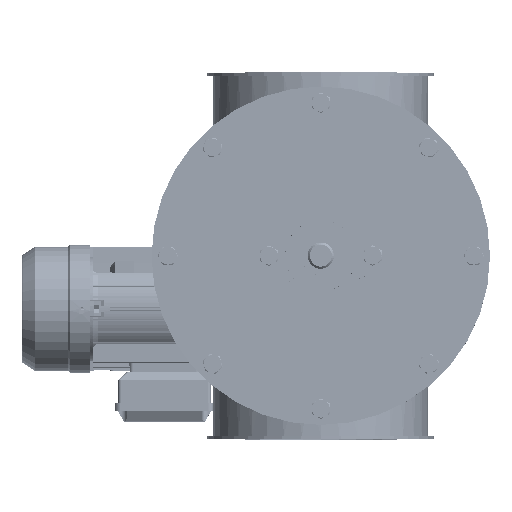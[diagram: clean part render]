
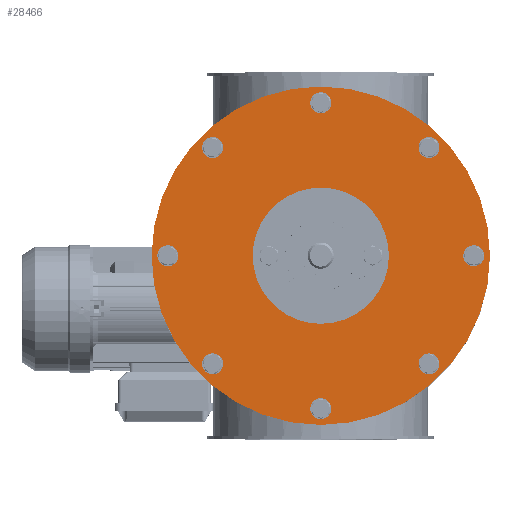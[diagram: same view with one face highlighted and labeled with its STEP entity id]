
A CAD part, top view. The second image highlights one B-rep face of the part: STEP entity #28466.
In plain terms, the highlighted face is planar.
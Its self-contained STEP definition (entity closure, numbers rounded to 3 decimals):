
#6508=PLANE('',#30620);
#7543=FACE_BOUND('',#9908,.T.);
#7544=FACE_BOUND('',#9909,.T.);
#7545=FACE_BOUND('',#9910,.T.);
#7546=FACE_BOUND('',#9911,.T.);
#7547=FACE_BOUND('',#9912,.T.);
#7548=FACE_BOUND('',#9913,.T.);
#7549=FACE_BOUND('',#9914,.T.);
#7550=FACE_BOUND('',#9915,.T.);
#7551=FACE_BOUND('',#9916,.T.);
#7552=FACE_BOUND('',#9917,.T.);
#7553=FACE_BOUND('',#9918,.T.);
#8184=FACE_OUTER_BOUND('',#9907,.T.);
#9907=EDGE_LOOP('',(#20119));
#9908=EDGE_LOOP('',(#20120));
#9909=EDGE_LOOP('',(#20121));
#9910=EDGE_LOOP('',(#20122));
#9911=EDGE_LOOP('',(#20123));
#9912=EDGE_LOOP('',(#20124));
#9913=EDGE_LOOP('',(#20125));
#9914=EDGE_LOOP('',(#20126));
#9915=EDGE_LOOP('',(#20127));
#9916=EDGE_LOOP('',(#20128));
#9917=EDGE_LOOP('',(#20129));
#9918=EDGE_LOOP('',(#20130));
#12157=CIRCLE('',#30585,5.75);
#12159=CIRCLE('',#30588,5.75);
#12161=CIRCLE('',#30591,5.75);
#12163=CIRCLE('',#30594,5.75);
#12165=CIRCLE('',#30597,5.75);
#12167=CIRCLE('',#30600,5.75);
#12169=CIRCLE('',#30603,5.75);
#12171=CIRCLE('',#30606,5.75);
#12173=CIRCLE('',#30609,161.5);
#12174=CIRCLE('',#30611,5.1);
#12176=CIRCLE('',#30614,5.1);
#12178=CIRCLE('',#30617,13.);
#13355=VERTEX_POINT('',#42814);
#13357=VERTEX_POINT('',#42819);
#13359=VERTEX_POINT('',#42824);
#13361=VERTEX_POINT('',#42829);
#13363=VERTEX_POINT('',#42834);
#13365=VERTEX_POINT('',#42839);
#13367=VERTEX_POINT('',#42844);
#13369=VERTEX_POINT('',#42849);
#13371=VERTEX_POINT('',#42854);
#13372=VERTEX_POINT('',#42857);
#13374=VERTEX_POINT('',#42862);
#13376=VERTEX_POINT('',#42867);
#16086=EDGE_CURVE('',#13355,#13355,#12157,.T.);
#16088=EDGE_CURVE('',#13357,#13357,#12159,.T.);
#16090=EDGE_CURVE('',#13359,#13359,#12161,.T.);
#16092=EDGE_CURVE('',#13361,#13361,#12163,.T.);
#16094=EDGE_CURVE('',#13363,#13363,#12165,.T.);
#16096=EDGE_CURVE('',#13365,#13365,#12167,.T.);
#16098=EDGE_CURVE('',#13367,#13367,#12169,.T.);
#16100=EDGE_CURVE('',#13369,#13369,#12171,.T.);
#16102=EDGE_CURVE('',#13371,#13371,#12173,.T.);
#16103=EDGE_CURVE('',#13372,#13372,#12174,.T.);
#16105=EDGE_CURVE('',#13374,#13374,#12176,.T.);
#16107=EDGE_CURVE('',#13376,#13376,#12178,.T.);
#20119=ORIENTED_EDGE('',*,*,#16102,.F.);
#20120=ORIENTED_EDGE('',*,*,#16086,.T.);
#20121=ORIENTED_EDGE('',*,*,#16088,.T.);
#20122=ORIENTED_EDGE('',*,*,#16090,.T.);
#20123=ORIENTED_EDGE('',*,*,#16092,.T.);
#20124=ORIENTED_EDGE('',*,*,#16094,.T.);
#20125=ORIENTED_EDGE('',*,*,#16096,.T.);
#20126=ORIENTED_EDGE('',*,*,#16098,.T.);
#20127=ORIENTED_EDGE('',*,*,#16100,.T.);
#20128=ORIENTED_EDGE('',*,*,#16103,.T.);
#20129=ORIENTED_EDGE('',*,*,#16105,.T.);
#20130=ORIENTED_EDGE('',*,*,#16107,.T.);
#28466=ADVANCED_FACE('',(#8184,#7543,#7544,#7545,#7546,#7547,#7548,#7549,
#7550,#7551,#7552,#7553),#6508,.T.);
#30585=AXIS2_PLACEMENT_3D('',#42815,#33845,#33846);
#30588=AXIS2_PLACEMENT_3D('',#42820,#33851,#33852);
#30591=AXIS2_PLACEMENT_3D('',#42825,#33857,#33858);
#30594=AXIS2_PLACEMENT_3D('',#42830,#33863,#33864);
#30597=AXIS2_PLACEMENT_3D('',#42835,#33869,#33870);
#30600=AXIS2_PLACEMENT_3D('',#42840,#33875,#33876);
#30603=AXIS2_PLACEMENT_3D('',#42845,#33881,#33882);
#30606=AXIS2_PLACEMENT_3D('',#42850,#33887,#33888);
#30609=AXIS2_PLACEMENT_3D('',#42855,#33893,#33894);
#30611=AXIS2_PLACEMENT_3D('',#42858,#33897,#33898);
#30614=AXIS2_PLACEMENT_3D('',#42863,#33903,#33904);
#30617=AXIS2_PLACEMENT_3D('',#42868,#33909,#33910);
#30620=AXIS2_PLACEMENT_3D('',#42872,#33915,#33916);
#33845=DIRECTION('center_axis',(0.,1.,0.));
#33846=DIRECTION('ref_axis',(-0.707,0.,-0.707));
#33851=DIRECTION('center_axis',(0.,1.,0.));
#33852=DIRECTION('ref_axis',(0.,0.,-1.));
#33857=DIRECTION('center_axis',(0.,1.,0.));
#33858=DIRECTION('ref_axis',(0.707,0.,-0.707));
#33863=DIRECTION('center_axis',(0.,1.,0.));
#33864=DIRECTION('ref_axis',(1.,0.,0.));
#33869=DIRECTION('center_axis',(0.,1.,0.));
#33870=DIRECTION('ref_axis',(0.707,0.,0.707));
#33875=DIRECTION('center_axis',(0.,1.,0.));
#33876=DIRECTION('ref_axis',(0.,0.,1.));
#33881=DIRECTION('center_axis',(0.,1.,0.));
#33882=DIRECTION('ref_axis',(-0.707,0.,0.707));
#33887=DIRECTION('center_axis',(0.,1.,0.));
#33888=DIRECTION('ref_axis',(-1.,0.,0.));
#33893=DIRECTION('center_axis',(0.,1.,0.));
#33894=DIRECTION('ref_axis',(-1.,0.,0.));
#33897=DIRECTION('center_axis',(0.,1.,0.));
#33898=DIRECTION('ref_axis',(-1.,0.,0.));
#33903=DIRECTION('center_axis',(0.,1.,0.));
#33904=DIRECTION('ref_axis',(-1.,0.,0.));
#33909=DIRECTION('center_axis',(0.,1.,0.));
#33910=DIRECTION('ref_axis',(-1.,0.,0.));
#33915=DIRECTION('center_axis',(0.,-1.,0.));
#33916=DIRECTION('ref_axis',(0.,0.,-1.));
#42814=CARTESIAN_POINT('',(107.303,0.,-99.172));
#42815=CARTESIAN_POINT('Origin',(103.238,0.,-103.238));
#42819=CARTESIAN_POINT('',(146.,0.,5.75));
#42820=CARTESIAN_POINT('Origin',(146.,0.,0.));
#42824=CARTESIAN_POINT('',(99.172,0.,107.303));
#42825=CARTESIAN_POINT('Origin',(103.238,0.,103.238));
#42829=CARTESIAN_POINT('',(-5.75,0.,146.));
#42830=CARTESIAN_POINT('Origin',(0.,0.,146.));
#42834=CARTESIAN_POINT('',(-107.303,0.,99.172));
#42835=CARTESIAN_POINT('Origin',(-103.238,0.,103.238));
#42839=CARTESIAN_POINT('',(-146.,0.,-5.75));
#42840=CARTESIAN_POINT('Origin',(-146.,0.,0.));
#42844=CARTESIAN_POINT('',(-99.172,0.,-107.303));
#42845=CARTESIAN_POINT('Origin',(-103.238,0.,-103.238));
#42849=CARTESIAN_POINT('',(5.75,0.,-146.));
#42850=CARTESIAN_POINT('Origin',(0.,0.,-146.));
#42854=CARTESIAN_POINT('',(161.5,0.,0.));
#42855=CARTESIAN_POINT('Origin',(0.,0.,0.));
#42857=CARTESIAN_POINT('',(5.1,0.,49.5));
#42858=CARTESIAN_POINT('Origin',(0.,0.,49.5));
#42862=CARTESIAN_POINT('',(5.1,0.,-49.5));
#42863=CARTESIAN_POINT('Origin',(0.,0.,-49.5));
#42867=CARTESIAN_POINT('',(13.,0.,0.));
#42868=CARTESIAN_POINT('Origin',(0.,0.,0.));
#42872=CARTESIAN_POINT('Origin',(0.,0.,0.));
